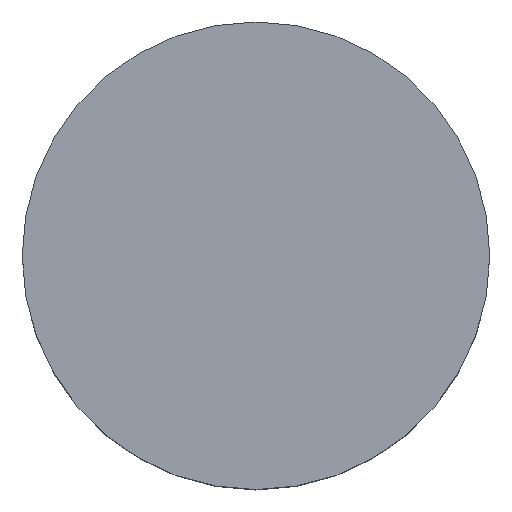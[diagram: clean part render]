
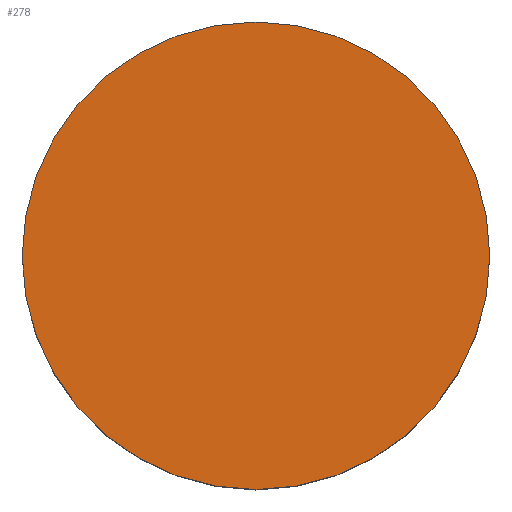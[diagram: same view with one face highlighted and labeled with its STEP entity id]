
A CAD part, top view. The second image highlights one B-rep face of the part: STEP entity #278.
In plain terms, the highlighted planar face has unit normal (0, 0, 1).
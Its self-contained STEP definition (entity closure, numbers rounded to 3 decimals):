
#4 = FACE_OUTER_BOUND ( 'NONE', #191, .T. ) ;
#16 = VERTEX_POINT ( 'NONE', #84 ) ;
#34 = DIRECTION ( 'NONE',  ( 0., 0., 1. ) ) ;
#38 = AXIS2_PLACEMENT_3D ( 'NONE', #226, #34, #86 ) ;
#49 = CARTESIAN_POINT ( 'NONE',  ( 0., 0., 0. ) ) ;
#57 = DIRECTION ( 'NONE',  ( 0., 0., 1. ) ) ;
#84 = CARTESIAN_POINT ( 'NONE',  ( 3., 0., 0. ) ) ;
#86 = DIRECTION ( 'NONE',  ( 1., 0., 0. ) ) ;
#89 = AXIS2_PLACEMENT_3D ( 'NONE', #49, #205, #274 ) ;
#93 = EDGE_CURVE ( 'NONE', #146, #16, #212, .T. ) ;
#110 = PLANE ( 'NONE',  #38 ) ;
#146 = VERTEX_POINT ( 'NONE', #298 ) ;
#169 = EDGE_CURVE ( 'NONE', #16, #146, #260, .T. ) ;
#191 = EDGE_LOOP ( 'NONE', ( #202, #249 ) ) ;
#202 = ORIENTED_EDGE ( 'NONE', *, *, #169, .T. ) ;
#205 = DIRECTION ( 'NONE',  ( 0., 0., 1. ) ) ;
#212 = CIRCLE ( 'NONE', #89, 3. ) ;
#217 = DIRECTION ( 'NONE',  ( 1., 0., 0. ) ) ;
#226 = CARTESIAN_POINT ( 'NONE',  ( 0., 0., 0. ) ) ;
#249 = ORIENTED_EDGE ( 'NONE', *, *, #93, .T. ) ;
#260 = CIRCLE ( 'NONE', #304, 3. ) ;
#272 = CARTESIAN_POINT ( 'NONE',  ( 0., 0., 0. ) ) ;
#274 = DIRECTION ( 'NONE',  ( 1., 0., 0. ) ) ;
#278 = ADVANCED_FACE ( 'NONE', ( #4 ), #110, .T. ) ;
#298 = CARTESIAN_POINT ( 'NONE',  ( -3., 0., 0. ) ) ;
#304 = AXIS2_PLACEMENT_3D ( 'NONE', #272, #57, #217 ) ;
